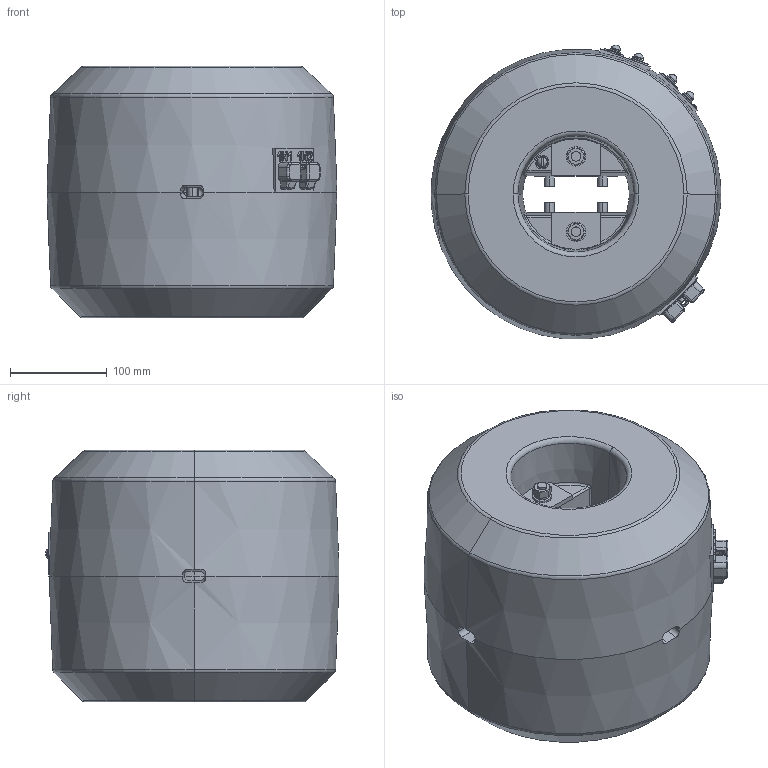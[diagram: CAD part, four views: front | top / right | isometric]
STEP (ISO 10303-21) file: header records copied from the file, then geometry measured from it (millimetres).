
FILE_DESCRIPTION (( 'STEP AP203' ), '1' );
FILE_NAME ('ﾒﾘﾋﾏ-10-3 (1000-2000)ﾀ.STEP', '2022-07-29T06:23:40', ( '' ), ( '' ), 'SwSTEP 2.0', 'SolidWorks 2010', '' );
FILE_SCHEMA (( 'CONFIG_CONTROL_DESIGN' ));
Length unit declared in the file: millimetre
Products named in the file (1): ﾒﾘﾋﾏ-10-3 (1000-2000)ﾀ
Bounding box: 299.44 x 303.66 x 260 mm (x, y, z)
Surface area: 459514.5 mm2 (no closed solid volume)
Topology: 0 solids, 51 shells, 631 faces, 1858 edges, 1261 vertices
Faces by surface type: plane 271, cylinder 129, cone 112, bspline 76, sphere 25, torus 18
Entity records: 23849 total; most frequent: CARTESIAN_POINT 7794, DIRECTION 3294, ORIENTED_EDGE 3139, EDGE_CURVE 1847, VERTEX_POINT 1258, AXIS2_PLACEMENT_3D 1251, LINE 792, VECTOR 792
